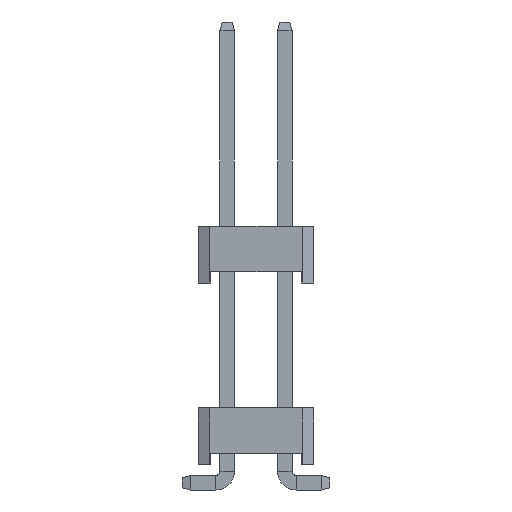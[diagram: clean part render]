
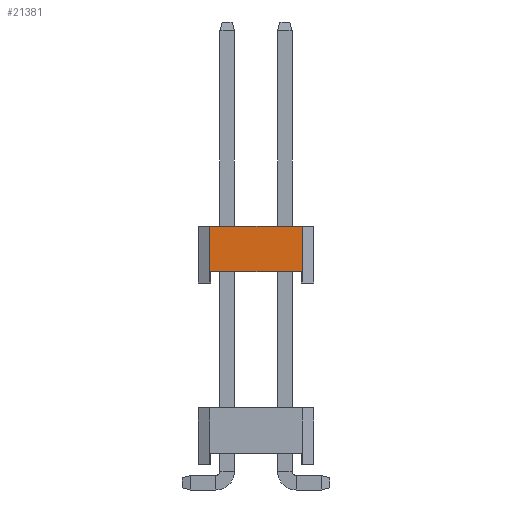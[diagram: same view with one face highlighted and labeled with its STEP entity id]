
A CAD part, left-side view. The second image highlights one B-rep face of the part: STEP entity #21381.
In plain terms, the highlighted planar face has unit normal (-1, 0, 0).
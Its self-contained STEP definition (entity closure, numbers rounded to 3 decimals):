
#97 = VERTEX_POINT ( 'NONE', #20721 ) ;
#1035 = LINE ( 'NONE', #25388, #2364 ) ;
#1690 = CARTESIAN_POINT ( 'NONE',  ( -5.08, 2., 8.5 ) ) ;
#2364 = VECTOR ( 'NONE', #13403, 1000. ) ;
#2538 = CARTESIAN_POINT ( 'NONE',  ( -5.08, -2.54, 8. ) ) ;
#2904 = CARTESIAN_POINT ( 'NONE',  ( -5.08, 2., 8.5 ) ) ;
#2934 = ORIENTED_EDGE ( 'NONE', *, *, #14281, .F. ) ;
#3146 = VECTOR ( 'NONE', #21392, 1000. ) ;
#3343 = DIRECTION ( 'NONE',  ( 0., 0., -1. ) ) ;
#3518 = CARTESIAN_POINT ( 'NONE',  ( -5.08, -2., 8. ) ) ;
#3529 = CARTESIAN_POINT ( 'NONE',  ( -5.08, 2.04, 8. ) ) ;
#3537 = VERTEX_POINT ( 'NONE', #17547 ) ;
#3921 = VERTEX_POINT ( 'NONE', #11598 ) ;
#3990 = LINE ( 'NONE', #24824, #12123 ) ;
#6026 = DIRECTION ( 'NONE',  ( 0., -1., 0. ) ) ;
#6300 = VERTEX_POINT ( 'NONE', #23302 ) ;
#6426 = CARTESIAN_POINT ( 'NONE',  ( -5.08, -2.54, 8. ) ) ;
#7279 = LINE ( 'NONE', #3518, #3146 ) ;
#7425 = EDGE_CURVE ( 'NONE', #6300, #8776, #17273, .T. ) ;
#7657 = VECTOR ( 'NONE', #3343, 1000. ) ;
#7928 = CARTESIAN_POINT ( 'NONE',  ( -5.08, -2.54, 10.5 ) ) ;
#8345 = EDGE_CURVE ( 'NONE', #3537, #97, #14096, .T. ) ;
#8453 = VERTEX_POINT ( 'NONE', #14739 ) ;
#8776 = VERTEX_POINT ( 'NONE', #1690 ) ;
#9554 = VECTOR ( 'NONE', #10737, 1000. ) ;
#10589 = LINE ( 'NONE', #6426, #25248 ) ;
#10737 = DIRECTION ( 'NONE',  ( 0., -1., 0. ) ) ;
#10862 = EDGE_LOOP ( 'NONE', ( #17130, #20166, #12839, #2934, #22688, #15189, #17400, #20781 ) ) ;
#11133 = EDGE_CURVE ( 'NONE', #97, #8453, #3990, .T. ) ;
#11598 = CARTESIAN_POINT ( 'NONE',  ( -5.08, -2., 8. ) ) ;
#12123 = VECTOR ( 'NONE', #18364, 1000. ) ;
#12839 = ORIENTED_EDGE ( 'NONE', *, *, #7425, .F. ) ;
#13124 = DIRECTION ( 'NONE',  ( 0., 1., 0. ) ) ;
#13156 = EDGE_CURVE ( 'NONE', #24107, #18337, #17045, .T. ) ;
#13403 = DIRECTION ( 'NONE',  ( 0., 0., -1. ) ) ;
#13729 = CARTESIAN_POINT ( 'NONE',  ( -5.08, -2.54, 10.5 ) ) ;
#14096 = LINE ( 'NONE', #7928, #26309 ) ;
#14281 = EDGE_CURVE ( 'NONE', #3921, #6300, #7279, .T. ) ;
#14739 = CARTESIAN_POINT ( 'NONE',  ( -5.08, -2.04, 8. ) ) ;
#14925 = AXIS2_PLACEMENT_3D ( 'NONE', #13729, #20056, #16008 ) ;
#15189 = ORIENTED_EDGE ( 'NONE', *, *, #11133, .F. ) ;
#15323 = CARTESIAN_POINT ( 'NONE',  ( -5.08, 2., 8. ) ) ;
#16008 = DIRECTION ( 'NONE',  ( 0., 0., -1. ) ) ;
#17045 = LINE ( 'NONE', #2538, #9554 ) ;
#17130 = ORIENTED_EDGE ( 'NONE', *, *, #13156, .T. ) ;
#17273 = LINE ( 'NONE', #2904, #22378 ) ;
#17339 = EDGE_CURVE ( 'NONE', #8776, #18337, #1035, .T. ) ;
#17400 = ORIENTED_EDGE ( 'NONE', *, *, #8345, .F. ) ;
#17547 = CARTESIAN_POINT ( 'NONE',  ( -5.08, 2.04, 10.5 ) ) ;
#18337 = VERTEX_POINT ( 'NONE', #15323 ) ;
#18364 = DIRECTION ( 'NONE',  ( 0., 0., -1. ) ) ;
#19993 = EDGE_CURVE ( 'NONE', #3537, #24107, #21758, .T. ) ;
#20056 = DIRECTION ( 'NONE',  ( 1., 0., 0. ) ) ;
#20166 = ORIENTED_EDGE ( 'NONE', *, *, #17339, .F. ) ;
#20174 = EDGE_CURVE ( 'NONE', #3921, #8453, #10589, .T. ) ;
#20721 = CARTESIAN_POINT ( 'NONE',  ( -5.08, -2.04, 10.5 ) ) ;
#20781 = ORIENTED_EDGE ( 'NONE', *, *, #19993, .T. ) ;
#21381 = ADVANCED_FACE ( 'NONE', ( #26249 ), #22336, .F. ) ;
#21392 = DIRECTION ( 'NONE',  ( 0., 0., 1. ) ) ;
#21758 = LINE ( 'NONE', #23782, #7657 ) ;
#22336 = PLANE ( 'NONE',  #14925 ) ;
#22378 = VECTOR ( 'NONE', #13124, 1000. ) ;
#22688 = ORIENTED_EDGE ( 'NONE', *, *, #20174, .T. ) ;
#23302 = CARTESIAN_POINT ( 'NONE',  ( -5.08, -2., 8.5 ) ) ;
#23782 = CARTESIAN_POINT ( 'NONE',  ( -5.08, 2.04, 10.5 ) ) ;
#24107 = VERTEX_POINT ( 'NONE', #3529 ) ;
#24189 = DIRECTION ( 'NONE',  ( 0., -1., 0. ) ) ;
#24824 = CARTESIAN_POINT ( 'NONE',  ( -5.08, -2.04, 17.5 ) ) ;
#25248 = VECTOR ( 'NONE', #6026, 1000. ) ;
#25388 = CARTESIAN_POINT ( 'NONE',  ( -5.08, 2., 8. ) ) ;
#26249 = FACE_OUTER_BOUND ( 'NONE', #10862, .T. ) ;
#26309 = VECTOR ( 'NONE', #24189, 1000. ) ;
